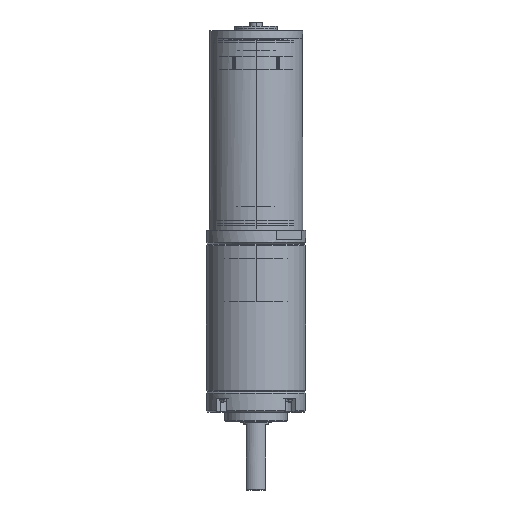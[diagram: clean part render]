
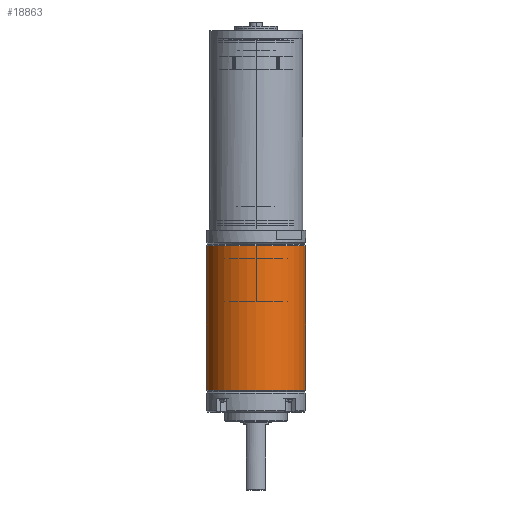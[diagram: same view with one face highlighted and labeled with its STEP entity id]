
A CAD part, left-side view. The second image highlights one B-rep face of the part: STEP entity #18863.
In plain terms, the highlighted cylindrical face has radius 16 mm (diameter 32 mm), a partial arc.
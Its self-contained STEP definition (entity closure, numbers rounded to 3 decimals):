
#15593=CARTESIAN_POINT('',(0.,0.,-52.9));
#15594=DIRECTION('',(0.,0.,1.));
#15595=DIRECTION('',(0.,1.,0.));
#15596=AXIS2_PLACEMENT_3D('',#15593,#15594,#15595);
#15611=DIRECTION('',(0.,0.,-1.));
#15612=VECTOR('',#15611,46.5);
#15613=CARTESIAN_POINT('',(0.,16.,-6.4));
#15614=LINE('',#15613,#15612);
#15615=DIRECTION('',(0.,0.,-1.));
#15616=VECTOR('',#15615,46.5);
#15617=CARTESIAN_POINT('',(0.,-16.,-6.4));
#15618=LINE('',#15617,#15616);
#15624=CARTESIAN_POINT('',(0.,0.,-6.4));
#15625=DIRECTION('',(0.,0.,1.));
#15626=DIRECTION('',(0.,1.,0.));
#15627=AXIS2_PLACEMENT_3D('',#15624,#15625,#15626);
#18113=CARTESIAN_POINT('',(0.,16.,-6.4));
#18114=CARTESIAN_POINT('',(0.,16.,-52.9));
#18115=VERTEX_POINT('',#18113);
#18116=VERTEX_POINT('',#18114);
#18121=CARTESIAN_POINT('',(0.,-16.,-6.4));
#18122=CARTESIAN_POINT('',(0.,-16.,-52.9));
#18123=VERTEX_POINT('',#18121);
#18124=VERTEX_POINT('',#18122);
#18851=CARTESIAN_POINT('',(0.,0.,-89.075));
#18852=DIRECTION('',(0.,0.,1.));
#18853=DIRECTION('',(0.,-1.,0.));
#18854=AXIS2_PLACEMENT_3D('',#18851,#18852,#18853);
#18855=CYLINDRICAL_SURFACE('',#18854,16.);
#18856=ORIENTED_EDGE('',*,*,#18841,.F.);
#18858=ORIENTED_EDGE('',*,*,#18857,.T.);
#18859=ORIENTED_EDGE('',*,*,#18844,.T.);
#18860=ORIENTED_EDGE('',*,*,#18815,.F.);
#18861=EDGE_LOOP('',(#18856,#18858,#18859,#18860));
#18862=FACE_OUTER_BOUND('',#18861,.F.);
#18863=ADVANCED_FACE('',(#18862),#18855,.T.);
#15597=CIRCLE('',#15596,16.);
#15628=CIRCLE('',#15627,16.);
#18815=EDGE_CURVE('',#18116,#18124,#15597,.T.);
#18841=EDGE_CURVE('',#18115,#18116,#15614,.T.);
#18844=EDGE_CURVE('',#18123,#18124,#15618,.T.);
#18857=EDGE_CURVE('',#18115,#18123,#15628,.T.);
